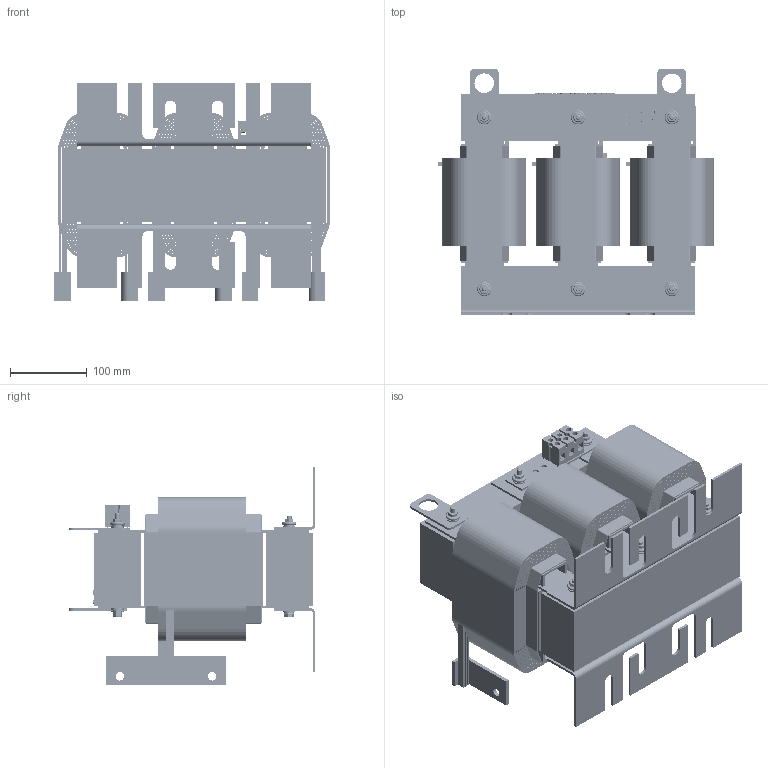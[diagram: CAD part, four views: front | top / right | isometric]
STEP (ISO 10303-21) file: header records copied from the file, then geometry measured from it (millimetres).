
FILE_DESCRIPTION(/* description */ (''),/* implementation_level */ '2;1');
FILE_NAME(/* name */ 'KTRMG160C.stp',/* time_stamp */ '2020-08-03T10:36:01-05:00',/* author */ ('jnelson'),/* organization */ (''),/* preprocessor_version */ 'ST-DEVELOPER v17',/* originating_system */ 'Autodesk Inventor 2019',/* authorisation */ '');
FILE_SCHEMA (('AUTOMOTIVE_DESIGN { 1 0 10303 214 3 1 1 }'));
Products named in the file (27): KTRMG160C; 24188; 21512; 21085-REV-F; 21621-REV-A; 24188-core wrap; 24188-COIL; 24188-WRAP; 23537; 21513-3.75; 24263; 1505-1763-4495 ASSEMBLY; 1505; 1763-4495 ASSEMBLY; 4495; 1763; 30097- LARGE  BLANK  (REACTOR); 31621-1; 15217; 31553; 28453; 28453_1; 11923insert-hex head; 11923-1; 11923-HEX SCREW; 31615; 29477-SHORT LEADS
Assembly tree (55 placements, depth 4):
  KTRMG160C
    24188  x3
      21512
      21085-REV-F
      21621-REV-A
      24188-core wrap
      24188-COIL
      24188-WRAP
      23537
    21513-3.75  x2
    24263  x2
    1505-1763-4495 ASSEMBLY  x6
      4495
      1763
      1505
    1763-4495 ASSEMBLY  x6
      4495
      1763
    30097- LARGE  BLANK  (REACTOR)
    31621-1  x2
    15217  x6
    31553
    28453
      28453_1
      11923insert-hex head  x3
        11923-1
        11923-HEX SCREW
    31615
    29477-SHORT LEADS
Bounding box: 358.27 x 320.74 x 284.48 mm (x, y, z)
Volume: 10368594 mm3; surface area: 4018801.1 mm2
Topology: 275 solids, 275 shells, 8035 faces, 21987 edges, 14579 vertices
Faces by surface type: plane 4334, cylinder 3433, bspline 210, cone 42, torus 12, sphere 4
Full cylindrical faces by diameter (mm): 0.762 x2, 1.524 x2, 4.166 x2, 4.496 x3, 4.724 x2, 5.172 x30, 6.147 x12, 6.35 x42, 6.604 x6, 7.01 x6, 7.137 x12, 7.62 x12, 8.128 x4, 8.636 x6, 9.906 x2, 10.312 x6, 11.176 x6, 12.7 x12, 15.875 x12, 18.491 x6, 25.4 x2
Entity records: 101330 total; most frequent: CARTESIAN_POINT 21871, ORIENTED_EDGE 16672, DIRECTION 15959, EDGE_CURVE 8336, LINE 5623, VECTOR 5623, VERTEX_POINT 5541, AXIS2_PLACEMENT_3D 5168
